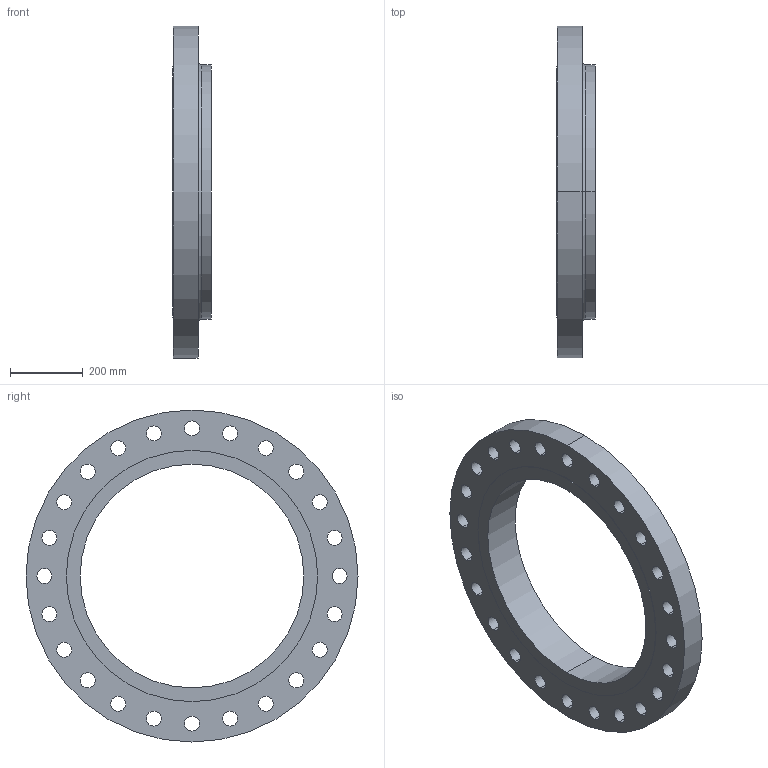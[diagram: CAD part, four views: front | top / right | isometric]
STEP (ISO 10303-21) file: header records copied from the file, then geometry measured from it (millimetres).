
FILE_DESCRIPTION (( 'STEP AP203' ), '1' );
FILE_NAME ('24_300_B165_RF_SOF.STEP', '2024-01-12T02:59:21', ( '' ), ( '' ), 'SwSTEP 2.0', 'SolidWorks 2023', '' );
FILE_SCHEMA (( 'CONFIG_CONTROL_DESIGN' ));
Length unit declared in the file: inch
Products named in the file (1): 24_300_B165_RF_SOF
Bounding box: 106.36 x 914.4 x 914.4 mm (x, y, z)
Volume: 25701455.8 mm3; surface area: 1342528.2 mm2
Topology: 1 solids, 1 shells, 62 faces, 172 edges, 114 vertices
Faces by surface type: cylinder 56, plane 4, torus 2
Entity records: 2235 total; most frequent: DIRECTION 414, CARTESIAN_POINT 349, ORIENTED_EDGE 344, AXIS2_PLACEMENT_3D 179, EDGE_CURVE 172, CIRCLE 116, EDGE_LOOP 114, VERTEX_POINT 114
